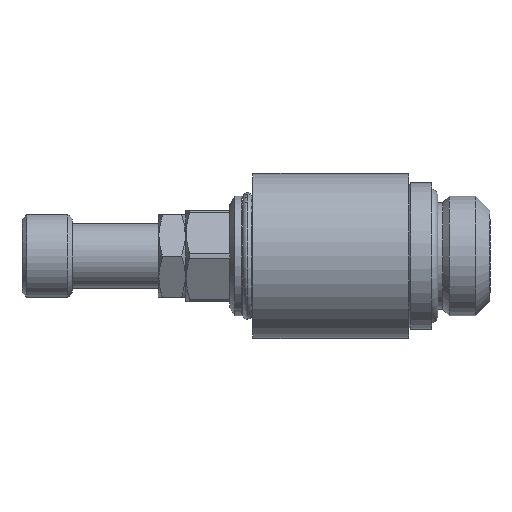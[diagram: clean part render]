
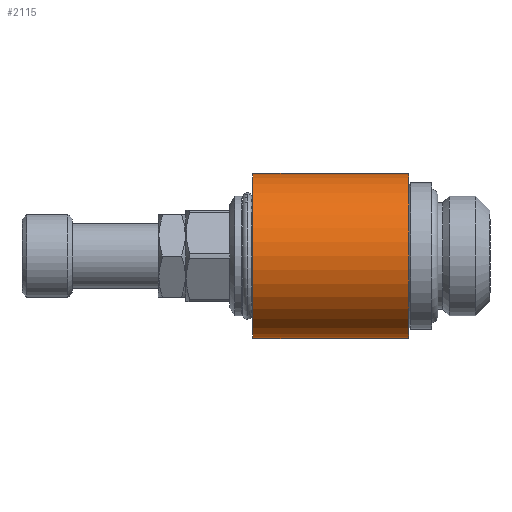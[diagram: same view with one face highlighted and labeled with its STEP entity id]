
A CAD part, left-side view. The second image highlights one B-rep face of the part: STEP entity #2115.
In plain terms, the highlighted cylindrical face has radius 9 mm (diameter 18 mm), a partial arc.
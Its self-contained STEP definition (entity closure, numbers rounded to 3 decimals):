
#73 = DIRECTION ( 'NONE',  ( 0., 0., -1. ) ) ;
#74 = DIRECTION ( 'NONE',  ( 0., -1., 0. ) ) ;
#75 = CARTESIAN_POINT ( 'NONE',  ( 0., 26.2, 0. ) ) ;
#76 = AXIS2_PLACEMENT_3D ( 'NONE', #75, #74, #73 ) ;
#77 = CIRCLE ( 'NONE', #76, 9. ) ;
#1246 = DIRECTION ( 'NONE',  ( 0., 0., 1. ) ) ;
#1247 = DIRECTION ( 'NONE',  ( 0., 1., 0. ) ) ;
#1248 = CARTESIAN_POINT ( 'NONE',  ( 0., 9.2, 0. ) ) ;
#1249 = AXIS2_PLACEMENT_3D ( 'NONE', #1248, #1247, #1246 ) ;
#1250 = CIRCLE ( 'NONE', #1249, 9. ) ;
#1698 = VERTEX_POINT ( 'NONE', #3394 ) ;
#1700 = EDGE_CURVE ( 'NONE', #1698, #1701, #3411, .T. ) ;
#1701 = VERTEX_POINT ( 'NONE', #3825 ) ;
#1731 = VERTEX_POINT ( 'NONE', #3857 ) ;
#1763 = EDGE_CURVE ( 'NONE', #1731, #1776, #3893, .T. ) ;
#1776 = VERTEX_POINT ( 'NONE', #3921 ) ;
#2083 = EDGE_LOOP ( 'NONE', ( #2084, #2085, #2118, #2207 ) ) ;
#2084 = ORIENTED_EDGE ( 'NONE', *, *, #1700, .F. ) ;
#2085 = ORIENTED_EDGE ( 'NONE', *, *, #3259, .T. ) ;
#2115 = ADVANCED_FACE ( 'NONE', ( #4668 ), #4667, .T. ) ;
#2118 = ORIENTED_EDGE ( 'NONE', *, *, #1763, .T. ) ;
#2169 = EDGE_CURVE ( 'NONE', #1776, #1701, #77, .T. ) ;
#2207 = ORIENTED_EDGE ( 'NONE', *, *, #2169, .T. ) ;
#3259 = EDGE_CURVE ( 'NONE', #1698, #1731, #1250, .T. ) ;
#3394 = CARTESIAN_POINT ( 'NONE',  ( 0., 9.2, -9. ) ) ;
#3403 = DIRECTION ( 'NONE',  ( 0., 1., 0. ) ) ;
#3404 = VECTOR ( 'NONE', #3403, 1000. ) ;
#3410 = CARTESIAN_POINT ( 'NONE',  ( 0., 32.286, -9. ) ) ;
#3411 = LINE ( 'NONE', #3410, #3404 ) ;
#3825 = CARTESIAN_POINT ( 'NONE',  ( 0., 26.2, -9. ) ) ;
#3857 = CARTESIAN_POINT ( 'NONE',  ( 0., 9.2, 9. ) ) ;
#3892 = CARTESIAN_POINT ( 'NONE',  ( 0., 32.286, 9. ) ) ;
#3893 = LINE ( 'NONE', #3892, #3900 ) ;
#3899 = DIRECTION ( 'NONE',  ( 0., 1., 0. ) ) ;
#3900 = VECTOR ( 'NONE', #3899, 1000. ) ;
#3921 = CARTESIAN_POINT ( 'NONE',  ( 0., 26.2, 9. ) ) ;
#4653 = DIRECTION ( 'NONE',  ( 0., 0., 1. ) ) ;
#4663 = CARTESIAN_POINT ( 'NONE',  ( 0., 32.286, 0. ) ) ;
#4664 = AXIS2_PLACEMENT_3D ( 'NONE', #4663, #4665, #4653 ) ;
#4665 = DIRECTION ( 'NONE',  ( 0., 1., 0. ) ) ;
#4667 = CYLINDRICAL_SURFACE ( 'NONE', #4664, 9. ) ;
#4668 = FACE_OUTER_BOUND ( 'NONE', #2083, .T. ) ;
